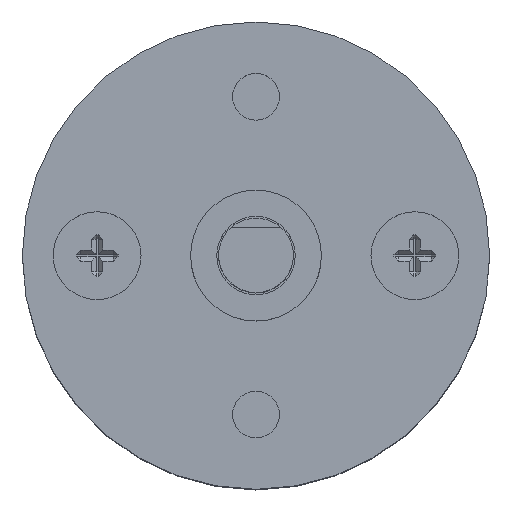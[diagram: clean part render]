
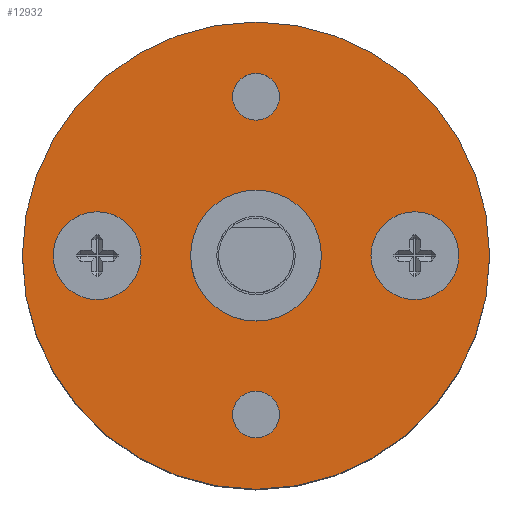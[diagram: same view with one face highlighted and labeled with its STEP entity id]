
A CAD part, top view. The second image highlights one B-rep face of the part: STEP entity #12932.
In plain terms, the highlighted planar face has unit normal (0, 0, 1).
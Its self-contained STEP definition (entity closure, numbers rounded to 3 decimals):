
#102 = CARTESIAN_POINT ( 'NONE',  ( -3.5, 0., 0. ) ) ;
#233 = VERTEX_POINT ( 'NONE', #102 ) ;
#290 = FACE_BOUND ( 'NONE', #21887, .T. ) ;
#918 = DIRECTION ( 'NONE',  ( 0., 0., -1. ) ) ;
#1092 = PLANE ( 'NONE',  #21636 ) ;
#1534 = CARTESIAN_POINT ( 'NONE',  ( 0., -8.5, 0. ) ) ;
#1537 = DIRECTION ( 'NONE',  ( -1., 0., 0. ) ) ;
#1652 = ORIENTED_EDGE ( 'NONE', *, *, #19412, .T. ) ;
#1664 = CARTESIAN_POINT ( 'NONE',  ( -8.5, 0., 0. ) ) ;
#3089 = AXIS2_PLACEMENT_3D ( 'NONE', #24029, #918, #7406 ) ;
#3261 = EDGE_CURVE ( 'NONE', #233, #233, #24043, .T. ) ;
#4214 = CARTESIAN_POINT ( 'NONE',  ( -12.5, 0., 0. ) ) ;
#5295 = DIRECTION ( 'NONE',  ( 0., 0., -1. ) ) ;
#6133 = CIRCLE ( 'NONE', #25698, 1.25 ) ;
#7260 = CIRCLE ( 'NONE', #12056, 1.25 ) ;
#7406 = DIRECTION ( 'NONE',  ( -1., 0., 0. ) ) ;
#7695 = CIRCLE ( 'NONE', #3089, 12.5 ) ;
#9973 = ORIENTED_EDGE ( 'NONE', *, *, #3261, .F. ) ;
#10033 = VERTEX_POINT ( 'NONE', #10206 ) ;
#10044 = CARTESIAN_POINT ( 'NONE',  ( 0., 0., 0. ) ) ;
#10206 = CARTESIAN_POINT ( 'NONE',  ( 1.25, -8.5, 0. ) ) ;
#10451 = EDGE_LOOP ( 'NONE', ( #11570 ) ) ;
#10692 = VERTEX_POINT ( 'NONE', #16411 ) ;
#11570 = ORIENTED_EDGE ( 'NONE', *, *, #14655, .F. ) ;
#11936 = DIRECTION ( 'NONE',  ( 0., 0., 1. ) ) ;
#12056 = AXIS2_PLACEMENT_3D ( 'NONE', #1534, #24736, #18355 ) ;
#12932 = ADVANCED_FACE ( 'NONE', ( #16636, #15301, #17283, #21540, #290, #26390 ), #1092, .F. ) ;
#13415 = ORIENTED_EDGE ( 'NONE', *, *, #13467, .F. ) ;
#13467 = EDGE_CURVE ( 'NONE', #20841, #20841, #7695, .T. ) ;
#13754 = DIRECTION ( 'NONE',  ( 1., 0., 0. ) ) ;
#13891 = CARTESIAN_POINT ( 'NONE',  ( 0., 8.5, 0. ) ) ;
#13983 = AXIS2_PLACEMENT_3D ( 'NONE', #24255, #11936, #13754 ) ;
#14076 = DIRECTION ( 'NONE',  ( 1., 0., 0. ) ) ;
#14612 = VERTEX_POINT ( 'NONE', #18626 ) ;
#14655 = EDGE_CURVE ( 'NONE', #14612, #14612, #6133, .T. ) ;
#15301 = FACE_BOUND ( 'NONE', #15810, .T. ) ;
#15702 = DIRECTION ( 'NONE',  ( -1., 0., 0. ) ) ;
#15810 = EDGE_LOOP ( 'NONE', ( #25525 ) ) ;
#15968 = DIRECTION ( 'NONE',  ( 0., 0., -1. ) ) ;
#16262 = DIRECTION ( 'NONE',  ( -1., 0., 0. ) ) ;
#16411 = CARTESIAN_POINT ( 'NONE',  ( 10.85, 0., 0. ) ) ;
#16636 = FACE_BOUND ( 'NONE', #26822, .T. ) ;
#16717 = AXIS2_PLACEMENT_3D ( 'NONE', #10044, #20450, #1537 ) ;
#17099 = EDGE_CURVE ( 'NONE', #10692, #10692, #22354, .T. ) ;
#17283 = FACE_BOUND ( 'NONE', #10451, .T. ) ;
#17663 = CARTESIAN_POINT ( 'NONE',  ( 0., 0., 0. ) ) ;
#17843 = EDGE_LOOP ( 'NONE', ( #1652 ) ) ;
#18297 = DIRECTION ( 'NONE',  ( 0., 0., 1. ) ) ;
#18355 = DIRECTION ( 'NONE',  ( 1., 0., 0. ) ) ;
#18626 = CARTESIAN_POINT ( 'NONE',  ( 1.25, 8.5, 0. ) ) ;
#18820 = CARTESIAN_POINT ( 'NONE',  ( -10.85, 0., 0. ) ) ;
#19412 = EDGE_CURVE ( 'NONE', #24060, #24060, #27033, .T. ) ;
#20015 = ORIENTED_EDGE ( 'NONE', *, *, #17099, .F. ) ;
#20450 = DIRECTION ( 'NONE',  ( 0., 0., 1. ) ) ;
#20841 = VERTEX_POINT ( 'NONE', #4214 ) ;
#21540 = FACE_OUTER_BOUND ( 'NONE', #22013, .T. ) ;
#21636 = AXIS2_PLACEMENT_3D ( 'NONE', #17663, #5295, #15702 ) ;
#21791 = AXIS2_PLACEMENT_3D ( 'NONE', #1664, #15968, #16262 ) ;
#21887 = EDGE_LOOP ( 'NONE', ( #9973 ) ) ;
#22013 = EDGE_LOOP ( 'NONE', ( #13415 ) ) ;
#22165 = EDGE_CURVE ( 'NONE', #10033, #10033, #7260, .T. ) ;
#22354 = CIRCLE ( 'NONE', #13983, 2.35 ) ;
#24029 = CARTESIAN_POINT ( 'NONE',  ( 0., 0., 0. ) ) ;
#24043 = CIRCLE ( 'NONE', #16717, 3.5 ) ;
#24060 = VERTEX_POINT ( 'NONE', #18820 ) ;
#24255 = CARTESIAN_POINT ( 'NONE',  ( 8.5, 0., 0. ) ) ;
#24736 = DIRECTION ( 'NONE',  ( 0., 0., 1. ) ) ;
#25525 = ORIENTED_EDGE ( 'NONE', *, *, #22165, .F. ) ;
#25698 = AXIS2_PLACEMENT_3D ( 'NONE', #13891, #18297, #14076 ) ;
#26390 = FACE_BOUND ( 'NONE', #17843, .T. ) ;
#26822 = EDGE_LOOP ( 'NONE', ( #20015 ) ) ;
#27033 = CIRCLE ( 'NONE', #21791, 2.35 ) ;
